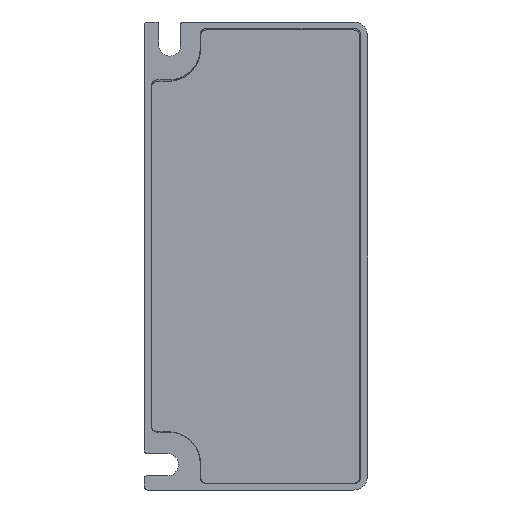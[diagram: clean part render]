
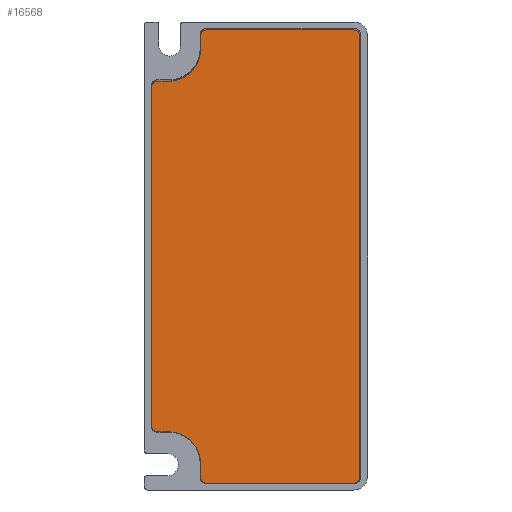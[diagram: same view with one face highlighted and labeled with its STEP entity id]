
A CAD part, front view. The second image highlights one B-rep face of the part: STEP entity #16568.
In plain terms, the highlighted planar face has unit normal (0, -1, 0).
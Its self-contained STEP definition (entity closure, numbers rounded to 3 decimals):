
#13384=CARTESIAN_POINT('',(-37.7,0.,15.85));
#13385=DIRECTION('',(0.,-1.,0.));
#13386=DIRECTION('',(0.,0.,-1.));
#13387=AXIS2_PLACEMENT_3D('',#13384,#13385,#13386);
#13392=CARTESIAN_POINT('',(37.7,0.,15.85));
#13393=DIRECTION('',(0.,-1.,0.));
#13394=DIRECTION('',(-1.,0.,0.));
#13395=AXIS2_PLACEMENT_3D('',#13392,#13393,#13394);
#13400=CARTESIAN_POINT('',(40.15,0.,-18.95));
#13401=CARTESIAN_POINT('',(40.333,0.,-18.95));
#13402=CARTESIAN_POINT('',(40.621,0.,-18.87));
#13403=CARTESIAN_POINT('',(40.944,0.,-18.644));
#13404=CARTESIAN_POINT('',(41.17,0.,-18.321));
#13405=CARTESIAN_POINT('',(41.25,0.,-18.033));
#13406=CARTESIAN_POINT('',(41.25,0.,-17.85));
#13425=DIRECTION('',(1.,0.,0.));
#13426=VECTOR('',#13425,80.3);
#13427=CARTESIAN_POINT('',(-40.15,0.,-18.95));
#13428=LINE('',#13427,#13426);
#13465=DIRECTION('',(0.,0.,1.));
#13466=VECTOR('',#13465,26.8);
#13467=CARTESIAN_POINT('',(41.25,0.,-17.85));
#13468=LINE('',#13467,#13466);
#13486=CARTESIAN_POINT('',(41.25,0.,8.95));
#13487=CARTESIAN_POINT('',(41.25,0.,9.133));
#13488=CARTESIAN_POINT('',(41.17,0.,9.421));
#13489=CARTESIAN_POINT('',(40.944,0.,9.744));
#13490=CARTESIAN_POINT('',(40.621,0.,9.97));
#13491=CARTESIAN_POINT('',(40.333,0.,10.05));
#13492=CARTESIAN_POINT('',(40.15,0.,10.05));
#13504=DIRECTION('',(-1.,0.,0.));
#13505=VECTOR('',#13504,2.45);
#13506=CARTESIAN_POINT('',(40.15,0.,10.05));
#13507=LINE('',#13506,#13505);
#13532=DIRECTION('',(0.,0.,1.));
#13533=VECTOR('',#13532,2.);
#13534=CARTESIAN_POINT('',(31.9,0.,15.85));
#13535=LINE('',#13534,#13533);
#13539=CARTESIAN_POINT('',(31.9,0.,17.85));
#13540=CARTESIAN_POINT('',(31.9,0.,18.033));
#13541=CARTESIAN_POINT('',(31.82,0.,18.321));
#13542=CARTESIAN_POINT('',(31.594,0.,18.644));
#13543=CARTESIAN_POINT('',(31.271,0.,18.87));
#13544=CARTESIAN_POINT('',(30.983,0.,18.95));
#13545=CARTESIAN_POINT('',(30.8,0.,18.95));
#13557=DIRECTION('',(-1.,0.,0.));
#13558=VECTOR('',#13557,61.6);
#13559=CARTESIAN_POINT('',(30.8,0.,18.95));
#13560=LINE('',#13559,#13558);
#13571=CARTESIAN_POINT('',(-30.8,0.,18.95));
#13572=CARTESIAN_POINT('',(-30.983,0.,18.95));
#13573=CARTESIAN_POINT('',(-31.271,0.,18.87));
#13574=CARTESIAN_POINT('',(-31.594,0.,18.644));
#13575=CARTESIAN_POINT('',(-31.82,0.,18.321));
#13576=CARTESIAN_POINT('',(-31.9,0.,18.033));
#13577=CARTESIAN_POINT('',(-31.9,0.,17.85));
#13589=DIRECTION('',(0.,0.,-1.));
#13590=VECTOR('',#13589,2.);
#13591=CARTESIAN_POINT('',(-31.9,0.,17.85));
#13592=LINE('',#13591,#13590);
#13617=DIRECTION('',(-1.,0.,0.));
#13618=VECTOR('',#13617,2.45);
#13619=CARTESIAN_POINT('',(-37.7,0.,10.05));
#13620=LINE('',#13619,#13618);
#13624=CARTESIAN_POINT('',(-40.15,0.,10.05));
#13625=CARTESIAN_POINT('',(-40.333,0.,10.05));
#13626=CARTESIAN_POINT('',(-40.621,0.,9.97));
#13627=CARTESIAN_POINT('',(-40.944,0.,9.744));
#13628=CARTESIAN_POINT('',(-41.17,0.,9.421));
#13629=CARTESIAN_POINT('',(-41.25,0.,9.133));
#13630=CARTESIAN_POINT('',(-41.25,0.,8.95));
#13649=DIRECTION('',(0.,0.,-1.));
#13650=VECTOR('',#13649,26.8);
#13651=CARTESIAN_POINT('',(-41.25,0.,8.95));
#13652=LINE('',#13651,#13650);
#13656=CARTESIAN_POINT('',(-41.25,0.,-17.85));
#13657=CARTESIAN_POINT('',(-41.25,0.,-18.033));
#13658=CARTESIAN_POINT('',(-41.17,0.,-18.321));
#13659=CARTESIAN_POINT('',(-40.944,0.,-18.644));
#13660=CARTESIAN_POINT('',(-40.621,0.,-18.87));
#13661=CARTESIAN_POINT('',(-40.333,0.,-18.95));
#13662=CARTESIAN_POINT('',(-40.15,0.,-18.95));
#16066=CARTESIAN_POINT('',(-37.7,0.,10.05));
#16067=CARTESIAN_POINT('',(-31.9,0.,15.85));
#16068=VERTEX_POINT('',#16066);
#16069=VERTEX_POINT('',#16067);
#16070=CARTESIAN_POINT('',(-31.9,0.,17.85));
#16071=VERTEX_POINT('',#16070);
#16072=CARTESIAN_POINT('',(31.9,0.,15.85));
#16073=CARTESIAN_POINT('',(31.9,0.,17.85));
#16074=VERTEX_POINT('',#16072);
#16075=VERTEX_POINT('',#16073);
#16076=CARTESIAN_POINT('',(37.7,0.,10.05));
#16077=VERTEX_POINT('',#16076);
#16078=CARTESIAN_POINT('',(40.15,0.,-18.95));
#16080=VERTEX_POINT('',#16078);
#16082=VERTEX_POINT('',#13406);
#16105=CARTESIAN_POINT('',(-40.15,0.,-18.95));
#16106=VERTEX_POINT('',#16105);
#16111=CARTESIAN_POINT('',(41.25,0.,8.95));
#16112=VERTEX_POINT('',#16111);
#16132=CARTESIAN_POINT('',(40.15,0.,10.05));
#16134=VERTEX_POINT('',#16132);
#16140=CARTESIAN_POINT('',(30.8,0.,18.95));
#16142=VERTEX_POINT('',#16140);
#16144=CARTESIAN_POINT('',(-30.8,0.,18.95));
#16145=VERTEX_POINT('',#16144);
#16169=CARTESIAN_POINT('',(-40.15,0.,10.05));
#16170=VERTEX_POINT('',#16169);
#16173=VERTEX_POINT('',#13630);
#16180=CARTESIAN_POINT('',(-41.25,0.,-17.85));
#16181=VERTEX_POINT('',#16180);
#16529=CARTESIAN_POINT('',(0.,0.,0.));
#16530=DIRECTION('',(0.,1.,0.));
#16531=DIRECTION('',(1.,0.,0.));
#16532=AXIS2_PLACEMENT_3D('',#16529,#16530,#16531);
#16533=PLANE('',#16532);
#16535=ORIENTED_EDGE('',*,*,#16534,.F.);
#16537=ORIENTED_EDGE('',*,*,#16536,.F.);
#16539=ORIENTED_EDGE('',*,*,#16538,.F.);
#16541=ORIENTED_EDGE('',*,*,#16540,.F.);
#16543=ORIENTED_EDGE('',*,*,#16542,.F.);
#16545=ORIENTED_EDGE('',*,*,#16544,.F.);
#16547=ORIENTED_EDGE('',*,*,#16546,.T.);
#16549=ORIENTED_EDGE('',*,*,#16548,.F.);
#16551=ORIENTED_EDGE('',*,*,#16550,.F.);
#16553=ORIENTED_EDGE('',*,*,#16552,.F.);
#16555=ORIENTED_EDGE('',*,*,#16554,.F.);
#16557=ORIENTED_EDGE('',*,*,#16556,.F.);
#16559=ORIENTED_EDGE('',*,*,#16558,.T.);
#16561=ORIENTED_EDGE('',*,*,#16560,.F.);
#16563=ORIENTED_EDGE('',*,*,#16562,.F.);
#16565=ORIENTED_EDGE('',*,*,#16564,.F.);
#16566=EDGE_LOOP('',(#16535,#16537,#16539,#16541,#16543,#16545,#16547,#16549,
#16551,#16553,#16555,#16557,#16559,#16561,#16563,#16565));
#16567=FACE_OUTER_BOUND('',#16566,.F.);
#16568=ADVANCED_FACE('',(#16567),#16533,.F.);
#13388=CIRCLE('',#13387,5.8);
#13396=CIRCLE('',#13395,5.8);
#13407=B_SPLINE_CURVE_WITH_KNOTS('',3,(#13400,#13401,#13402,#13403,#13404,
#13405,#13406),.UNSPECIFIED.,.F.,.F.,(4,1,1,1,4),(0.,0.25,0.5,0.75,
1.),.UNSPECIFIED.);
#13493=B_SPLINE_CURVE_WITH_KNOTS('',3,(#13486,#13487,#13488,#13489,#13490,
#13491,#13492),.UNSPECIFIED.,.F.,.F.,(4,1,1,1,4),(0.,0.25,0.5,0.75,
1.),.UNSPECIFIED.);
#13546=B_SPLINE_CURVE_WITH_KNOTS('',3,(#13539,#13540,#13541,#13542,#13543,
#13544,#13545),.UNSPECIFIED.,.F.,.F.,(4,1,1,1,4),(0.,0.25,0.5,0.75,
1.),.UNSPECIFIED.);
#13578=B_SPLINE_CURVE_WITH_KNOTS('',3,(#13571,#13572,#13573,#13574,#13575,
#13576,#13577),.UNSPECIFIED.,.F.,.F.,(4,1,1,1,4),(0.,0.25,0.5,0.75,
1.),.UNSPECIFIED.);
#13631=B_SPLINE_CURVE_WITH_KNOTS('',3,(#13624,#13625,#13626,#13627,#13628,
#13629,#13630),.UNSPECIFIED.,.F.,.F.,(4,1,1,1,4),(0.,0.25,0.5,0.75,
1.),.UNSPECIFIED.);
#13663=B_SPLINE_CURVE_WITH_KNOTS('',3,(#13656,#13657,#13658,#13659,#13660,
#13661,#13662),.UNSPECIFIED.,.F.,.F.,(4,1,1,1,4),(0.,0.25,0.5,0.75,
1.),.UNSPECIFIED.);
#16534=EDGE_CURVE('',#16080,#16082,#13407,.T.);
#16536=EDGE_CURVE('',#16106,#16080,#13428,.T.);
#16538=EDGE_CURVE('',#16181,#16106,#13663,.T.);
#16540=EDGE_CURVE('',#16173,#16181,#13652,.T.);
#16542=EDGE_CURVE('',#16170,#16173,#13631,.T.);
#16544=EDGE_CURVE('',#16068,#16170,#13620,.T.);
#16546=EDGE_CURVE('',#16068,#16069,#13388,.T.);
#16548=EDGE_CURVE('',#16071,#16069,#13592,.T.);
#16550=EDGE_CURVE('',#16145,#16071,#13578,.T.);
#16552=EDGE_CURVE('',#16142,#16145,#13560,.T.);
#16554=EDGE_CURVE('',#16075,#16142,#13546,.T.);
#16556=EDGE_CURVE('',#16074,#16075,#13535,.T.);
#16558=EDGE_CURVE('',#16074,#16077,#13396,.T.);
#16560=EDGE_CURVE('',#16134,#16077,#13507,.T.);
#16562=EDGE_CURVE('',#16112,#16134,#13493,.T.);
#16564=EDGE_CURVE('',#16082,#16112,#13468,.T.);
